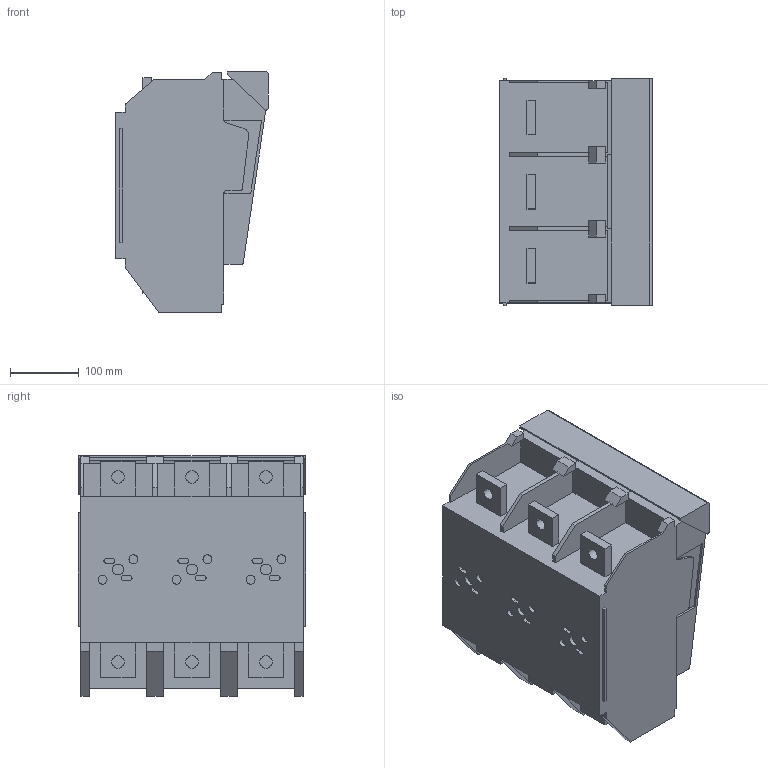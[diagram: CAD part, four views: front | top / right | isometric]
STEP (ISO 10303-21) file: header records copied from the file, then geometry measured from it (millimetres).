
FILE_DESCRIPTION(('CATIA V5 STEP'),'2;1');
FILE_NAME('T4911000_L_NH_Sich-Lasttrenner_LTL4a-3x3_9_1250.stp','2014-05-21T13:41:38+00:00',('none'),('Jean Müller GmbH'),'CATIA Version 5 Release 19 SP 9 (IN-10)','CATIA V5 STEP AP214','none');
FILE_SCHEMA(('AUTOMOTIVE_DESIGN { 1 0 10303 214 1 1 1 1 }'));
Length unit declared in the file: millimetre
Products named in the file (1): T4911000_L_NH_Sicherungslasttrenner_IGES Version
Bounding box: 223 x 332 x 351 mm (x, y, z)
Volume: 10836479.4 mm3; surface area: 980392 mm2
Topology: 1 solids, 3 shells, 382 faces, 977 edges, 647 vertices
Faces by surface type: plane 262, cylinder 120
Entity records: 12657 total; most frequent: ORIENTED_EDGE 1954, CARTESIAN_POINT 1791, DIRECTION 1309, EDGE_CURVE 977, VECTOR 733, LINE 733, VERTEX_POINT 647, EDGE_LOOP 444
